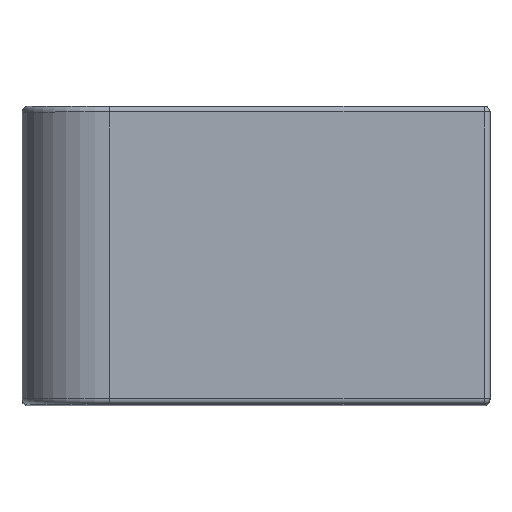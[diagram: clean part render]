
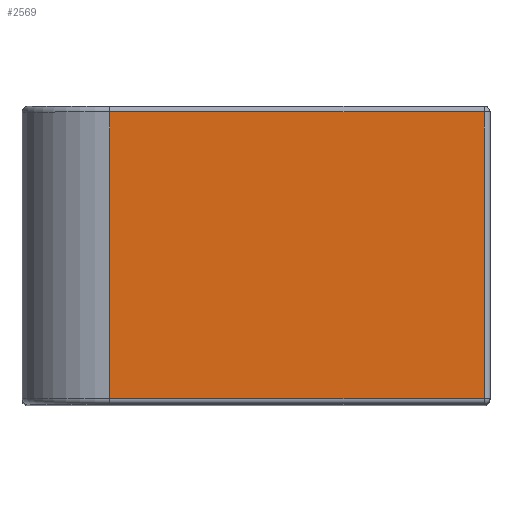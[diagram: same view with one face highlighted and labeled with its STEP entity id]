
A CAD part, top view. The second image highlights one B-rep face of the part: STEP entity #2569.
In plain terms, the highlighted planar face has unit normal (0, 0, 1).
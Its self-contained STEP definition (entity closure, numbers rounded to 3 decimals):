
#245=DIRECTION('',(1.,0.,0.));
#246=VECTOR('',#245,12.8);
#247=CARTESIAN_POINT('',(-5.,10.,13.9));
#248=LINE('',#247,#246);
#252=DIRECTION('',(0.,-1.,0.));
#253=VECTOR('',#252,9.8);
#254=CARTESIAN_POINT('',(7.8,10.,13.9));
#255=LINE('',#254,#253);
#259=DIRECTION('',(-1.,0.,0.));
#260=VECTOR('',#259,12.8);
#261=CARTESIAN_POINT('',(7.8,0.2,13.9));
#262=LINE('',#261,#260);
#266=DIRECTION('',(0.,-1.,0.));
#267=VECTOR('',#266,9.8);
#268=CARTESIAN_POINT('',(-5.,10.,13.9));
#269=LINE('',#268,#267);
#2132=CARTESIAN_POINT('',(-5.,10.,13.9));
#2133=CARTESIAN_POINT('',(7.8,10.,13.9));
#2134=VERTEX_POINT('',#2132);
#2135=VERTEX_POINT('',#2133);
#2168=CARTESIAN_POINT('',(-5.,0.2,13.9));
#2169=VERTEX_POINT('',#2168);
#2172=CARTESIAN_POINT('',(7.8,0.2,13.9));
#2173=VERTEX_POINT('',#2172);
#2555=CARTESIAN_POINT('',(-8.,0.,13.9));
#2556=DIRECTION('',(0.,0.,1.));
#2557=DIRECTION('',(1.,0.,0.));
#2558=AXIS2_PLACEMENT_3D('',#2555,#2556,#2557);
#2559=PLANE('',#2558);
#2560=ORIENTED_EDGE('',*,*,#2545,.T.);
#2562=ORIENTED_EDGE('',*,*,#2561,.T.);
#2564=ORIENTED_EDGE('',*,*,#2563,.T.);
#2566=ORIENTED_EDGE('',*,*,#2565,.F.);
#2567=EDGE_LOOP('',(#2560,#2562,#2564,#2566));
#2568=FACE_OUTER_BOUND('',#2567,.F.);
#2569=ADVANCED_FACE('',(#2568),#2559,.T.);
#2545=EDGE_CURVE('',#2134,#2135,#248,.T.);
#2561=EDGE_CURVE('',#2135,#2173,#255,.T.);
#2563=EDGE_CURVE('',#2173,#2169,#262,.T.);
#2565=EDGE_CURVE('',#2134,#2169,#269,.T.);
